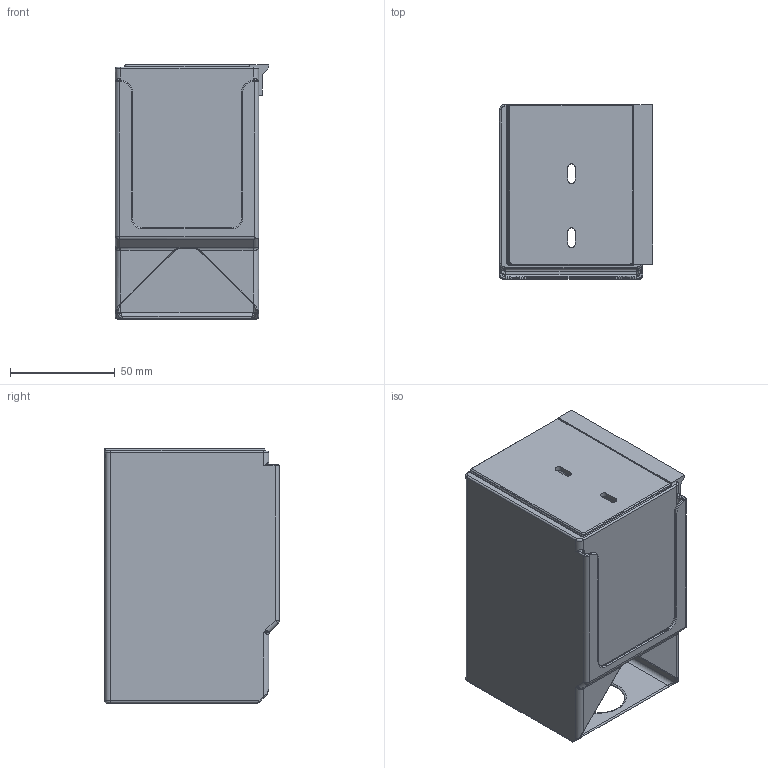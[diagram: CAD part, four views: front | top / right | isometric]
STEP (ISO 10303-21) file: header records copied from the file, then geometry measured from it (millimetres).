
FILE_DESCRIPTION(/* description */ (''),/* implementation_level */ '2;1');
FILE_NAME(/* name */ 'Tee_Halter v8.step',/* time_stamp */ '2021-02-15T19:05:09+01:00',/* author */ (''),/* organization */ (''),/* preprocessor_version */ 'ST-DEVELOPER v18.1',/* originating_system */ 'Autodesk Translation Framework v9.7.1.1290',/* authorisation */ '');
FILE_SCHEMA (('AUTOMOTIVE_DESIGN { 1 0 10303 214 3 1 1 }'));
Length unit declared in the file: millimetre
Products named in the file (1): Tee_Halter
Bounding box: 72.95 x 83.2 x 121 mm (x, y, z)
Volume: 83420.3 mm3; surface area: 90093.9 mm2
Topology: 3 solids, 3 shells, 309 faces, 738 edges, 421 vertices
Faces by surface type: cylinder 110, bspline 75, plane 67, torus 40, sphere 11, cone 6
Entity records: 11466 total; most frequent: CARTESIAN_POINT 4617, ORIENTED_EDGE 1448, DIRECTION 1392, EDGE_CURVE 724, AXIS2_PLACEMENT_3D 553, VERTEX_POINT 421, EDGE_LOOP 317, FACE_OUTER_BOUND 309
